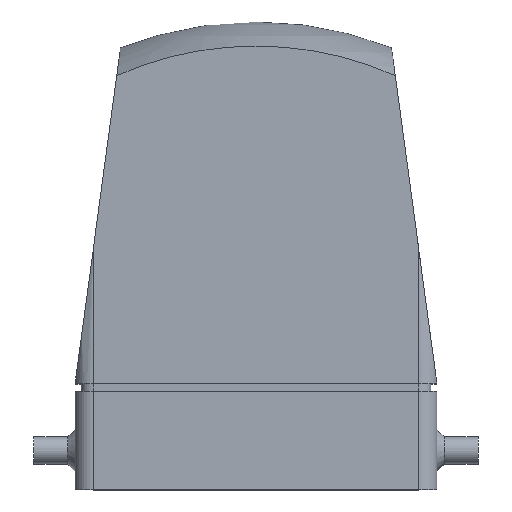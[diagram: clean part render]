
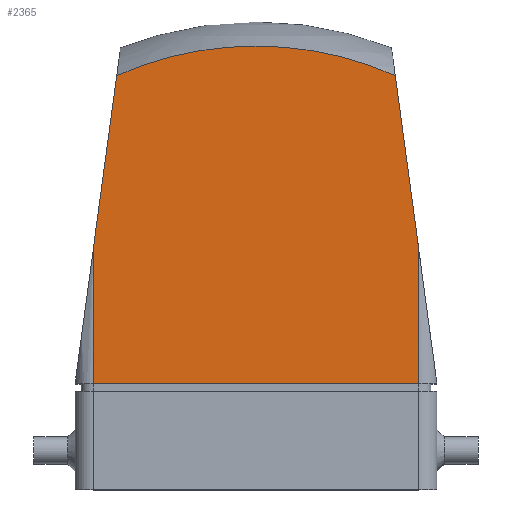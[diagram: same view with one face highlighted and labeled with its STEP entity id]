
A CAD part, top view. The second image highlights one B-rep face of the part: STEP entity #2365.
In plain terms, the highlighted planar face has unit normal (0, 0, 1).
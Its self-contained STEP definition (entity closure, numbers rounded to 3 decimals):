
#177 = CIRCLE ( 'NONE', #252, 56.726 ) ;
#252 = AXIS2_PLACEMENT_3D ( 'NONE', #753, #751, #750 ) ;
#254 = VECTOR ( 'NONE', #739, 1000. ) ;
#396 = EDGE_LOOP ( 'NONE', ( #2010, #2131, #2012, #2018, #2016, #2015 ) ) ;
#504 = LINE ( 'NONE', #740, #254 ) ;
#550 = FACE_OUTER_BOUND ( 'NONE', #396, .T. ) ;
#573 = LINE ( 'NONE', #912, #1848 ) ;
#574 = LINE ( 'NONE', #951, #1827 ) ;
#575 = LINE ( 'NONE', #903, #1819 ) ;
#598 = LINE ( 'NONE', #1529, #1820 ) ;
#739 = DIRECTION ( 'NONE',  ( 0.134, 0.991, 0. ) ) ;
#740 = CARTESIAN_POINT ( 'NONE',  ( 0., 17.55, 0. ) ) ;
#750 = DIRECTION ( 'NONE',  ( 1., 0., 0. ) ) ;
#751 = DIRECTION ( 'NONE',  ( 0., 0., -1. ) ) ;
#753 = CARTESIAN_POINT ( 'NONE',  ( 30., 16.797, 0. ) ) ;
#864 = CARTESIAN_POINT ( 'NONE',  ( 57., 17.55, 0. ) ) ;
#882 = CARTESIAN_POINT ( 'NONE',  ( 53.087, 68.613, 0. ) ) ;
#883 = CARTESIAN_POINT ( 'NONE',  ( 3., 39.709, 0. ) ) ;
#884 = CARTESIAN_POINT ( 'NONE',  ( 3., 17.55, 0. ) ) ;
#885 = CARTESIAN_POINT ( 'NONE',  ( 6.913, 68.613, 0. ) ) ;
#903 = CARTESIAN_POINT ( 'NONE',  ( 3., 17.55, 0. ) ) ;
#905 = CARTESIAN_POINT ( 'NONE',  ( 57., 39.709, 0. ) ) ;
#909 = DIRECTION ( 'NONE',  ( 1., 0., 0. ) ) ;
#912 = CARTESIAN_POINT ( 'NONE',  ( 60., 17.55, 0. ) ) ;
#948 = DIRECTION ( 'NONE',  ( 0.134, -0.991, 0. ) ) ;
#951 = CARTESIAN_POINT ( 'NONE',  ( 57., 65.55, 0. ) ) ;
#955 = DIRECTION ( 'NONE',  ( 0., -1., 0. ) ) ;
#1281 = DIRECTION ( 'NONE',  ( -1., 0., 0. ) ) ;
#1284 = DIRECTION ( 'NONE',  ( 0., 0., -1. ) ) ;
#1290 = CARTESIAN_POINT ( 'NONE',  ( 3., 65.55, 0. ) ) ;
#1292 = PLANE ( 'NONE',  #1794 ) ;
#1528 = DIRECTION ( 'NONE',  ( 0., -1., 0. ) ) ;
#1529 = CARTESIAN_POINT ( 'NONE',  ( 3., 65.55, 0. ) ) ;
#1794 = AXIS2_PLACEMENT_3D ( 'NONE', #1290, #1284, #1281 ) ;
#1819 = VECTOR ( 'NONE', #909, 1000. ) ;
#1820 = VECTOR ( 'NONE', #1528, 1000. ) ;
#1827 = VECTOR ( 'NONE', #955, 1000. ) ;
#1848 = VECTOR ( 'NONE', #948, 1000. ) ;
#1896 = VERTEX_POINT ( 'NONE', #905 ) ;
#1913 = VERTEX_POINT ( 'NONE', #885 ) ;
#1914 = VERTEX_POINT ( 'NONE', #884 ) ;
#1915 = VERTEX_POINT ( 'NONE', #883 ) ;
#1916 = VERTEX_POINT ( 'NONE', #882 ) ;
#1929 = VERTEX_POINT ( 'NONE', #864 ) ;
#2010 = ORIENTED_EDGE ( 'NONE', *, *, #2340, .F. ) ;
#2012 = ORIENTED_EDGE ( 'NONE', *, *, #2428, .T. ) ;
#2015 = ORIENTED_EDGE ( 'NONE', *, *, #2388, .F. ) ;
#2016 = ORIENTED_EDGE ( 'NONE', *, *, #2389, .F. ) ;
#2018 = ORIENTED_EDGE ( 'NONE', *, *, #2390, .T. ) ;
#2131 = ORIENTED_EDGE ( 'NONE', *, *, #2343, .F. ) ;
#2340 = EDGE_CURVE ( 'NONE', #1913, #1916, #177, .T. ) ;
#2343 = EDGE_CURVE ( 'NONE', #1915, #1913, #504, .T. ) ;
#2365 = ADVANCED_FACE ( 'NONE', ( #550 ), #1292, .F. ) ;
#2388 = EDGE_CURVE ( 'NONE', #1916, #1896, #573, .T. ) ;
#2389 = EDGE_CURVE ( 'NONE', #1896, #1929, #574, .T. ) ;
#2390 = EDGE_CURVE ( 'NONE', #1914, #1929, #575, .T. ) ;
#2428 = EDGE_CURVE ( 'NONE', #1915, #1914, #598, .T. ) ;
